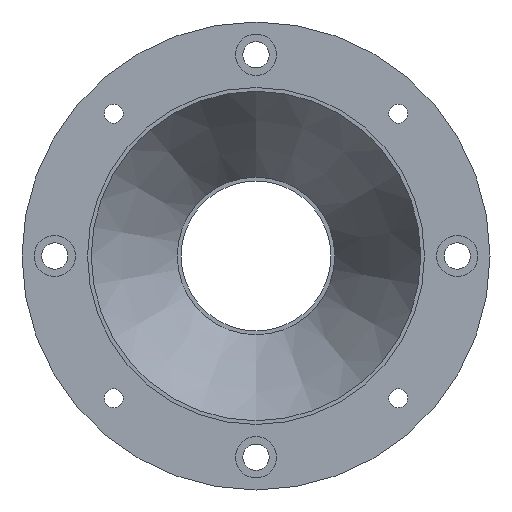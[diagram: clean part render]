
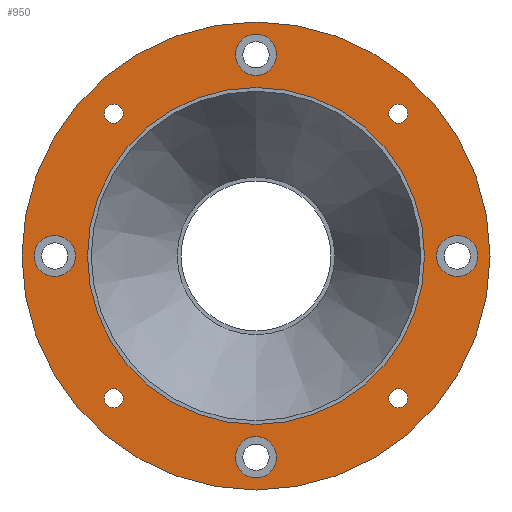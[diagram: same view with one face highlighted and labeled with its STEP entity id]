
A CAD part, front view. The second image highlights one B-rep face of the part: STEP entity #950.
In plain terms, the highlighted planar face has unit normal (0, -1, 0).
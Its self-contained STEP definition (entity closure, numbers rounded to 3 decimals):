
#41=FACE_BOUND('',#190,.T.);
#42=FACE_BOUND('',#191,.T.);
#43=FACE_BOUND('',#192,.T.);
#44=FACE_BOUND('',#193,.T.);
#45=FACE_BOUND('',#194,.T.);
#46=FACE_BOUND('',#195,.T.);
#47=FACE_BOUND('',#196,.T.);
#48=FACE_BOUND('',#197,.T.);
#49=FACE_BOUND('',#198,.T.);
#70=PLANE('',#1098);
#125=FACE_OUTER_BOUND('',#189,.T.);
#189=EDGE_LOOP('',(#823,#824));
#190=EDGE_LOOP('',(#825,#826));
#191=EDGE_LOOP('',(#827,#828));
#192=EDGE_LOOP('',(#829,#830));
#193=EDGE_LOOP('',(#831,#832));
#194=EDGE_LOOP('',(#833,#834));
#195=EDGE_LOOP('',(#835,#836));
#196=EDGE_LOOP('',(#837,#838));
#197=EDGE_LOOP('',(#839,#840));
#198=EDGE_LOOP('',(#841));
#318=CIRCLE('',#1003,125.);
#319=CIRCLE('',#1004,125.);
#342=CIRCLE('',#1040,11.);
#343=CIRCLE('',#1041,11.);
#347=CIRCLE('',#1048,11.);
#348=CIRCLE('',#1049,11.);
#352=CIRCLE('',#1056,11.);
#353=CIRCLE('',#1057,11.);
#357=CIRCLE('',#1064,11.);
#358=CIRCLE('',#1065,11.);
#359=CIRCLE('',#1068,5.053);
#360=CIRCLE('',#1069,5.053);
#361=CIRCLE('',#1071,5.053);
#362=CIRCLE('',#1072,5.053);
#363=CIRCLE('',#1074,5.053);
#364=CIRCLE('',#1075,5.053);
#365=CIRCLE('',#1077,5.053);
#366=CIRCLE('',#1078,5.053);
#367=CIRCLE('',#1080,90.);
#399=VERTEX_POINT('',#1466);
#400=VERTEX_POINT('',#1468);
#427=VERTEX_POINT('',#1542);
#428=VERTEX_POINT('',#1543);
#432=VERTEX_POINT('',#1557);
#433=VERTEX_POINT('',#1558);
#437=VERTEX_POINT('',#1572);
#438=VERTEX_POINT('',#1573);
#442=VERTEX_POINT('',#1587);
#443=VERTEX_POINT('',#1588);
#444=VERTEX_POINT('',#1595);
#445=VERTEX_POINT('',#1596);
#446=VERTEX_POINT('',#1601);
#447=VERTEX_POINT('',#1602);
#448=VERTEX_POINT('',#1607);
#449=VERTEX_POINT('',#1608);
#450=VERTEX_POINT('',#1613);
#451=VERTEX_POINT('',#1614);
#452=VERTEX_POINT('',#1619);
#503=EDGE_CURVE('',#399,#400,#318,.T.);
#504=EDGE_CURVE('',#400,#399,#319,.T.);
#537=EDGE_CURVE('',#427,#428,#342,.T.);
#538=EDGE_CURVE('',#428,#427,#343,.T.);
#544=EDGE_CURVE('',#432,#433,#347,.T.);
#545=EDGE_CURVE('',#433,#432,#348,.T.);
#551=EDGE_CURVE('',#437,#438,#352,.T.);
#552=EDGE_CURVE('',#438,#437,#353,.T.);
#558=EDGE_CURVE('',#442,#443,#357,.T.);
#559=EDGE_CURVE('',#443,#442,#358,.T.);
#562=EDGE_CURVE('',#444,#445,#359,.T.);
#563=EDGE_CURVE('',#445,#444,#360,.T.);
#565=EDGE_CURVE('',#446,#447,#361,.T.);
#566=EDGE_CURVE('',#447,#446,#362,.T.);
#568=EDGE_CURVE('',#448,#449,#363,.T.);
#569=EDGE_CURVE('',#449,#448,#364,.T.);
#571=EDGE_CURVE('',#450,#451,#365,.T.);
#572=EDGE_CURVE('',#451,#450,#366,.T.);
#574=EDGE_CURVE('',#452,#452,#367,.T.);
#823=ORIENTED_EDGE('',*,*,#504,.F.);
#824=ORIENTED_EDGE('',*,*,#503,.F.);
#825=ORIENTED_EDGE('',*,*,#537,.T.);
#826=ORIENTED_EDGE('',*,*,#538,.T.);
#827=ORIENTED_EDGE('',*,*,#544,.T.);
#828=ORIENTED_EDGE('',*,*,#545,.T.);
#829=ORIENTED_EDGE('',*,*,#551,.T.);
#830=ORIENTED_EDGE('',*,*,#552,.T.);
#831=ORIENTED_EDGE('',*,*,#558,.T.);
#832=ORIENTED_EDGE('',*,*,#559,.T.);
#833=ORIENTED_EDGE('',*,*,#562,.T.);
#834=ORIENTED_EDGE('',*,*,#563,.T.);
#835=ORIENTED_EDGE('',*,*,#565,.T.);
#836=ORIENTED_EDGE('',*,*,#566,.T.);
#837=ORIENTED_EDGE('',*,*,#568,.T.);
#838=ORIENTED_EDGE('',*,*,#569,.T.);
#839=ORIENTED_EDGE('',*,*,#571,.T.);
#840=ORIENTED_EDGE('',*,*,#572,.T.);
#841=ORIENTED_EDGE('',*,*,#574,.T.);
#950=ADVANCED_FACE('',(#125,#41,#42,#43,#44,#45,#46,#47,#48,#49),#70,.T.);
#1003=AXIS2_PLACEMENT_3D('',#1469,#1168,#1169);
#1004=AXIS2_PLACEMENT_3D('',#1470,#1170,#1171);
#1040=AXIS2_PLACEMENT_3D('',#1544,#1252,#1253);
#1041=AXIS2_PLACEMENT_3D('',#1545,#1254,#1255);
#1048=AXIS2_PLACEMENT_3D('',#1559,#1270,#1271);
#1049=AXIS2_PLACEMENT_3D('',#1560,#1272,#1273);
#1056=AXIS2_PLACEMENT_3D('',#1574,#1288,#1289);
#1057=AXIS2_PLACEMENT_3D('',#1575,#1290,#1291);
#1064=AXIS2_PLACEMENT_3D('',#1589,#1306,#1307);
#1065=AXIS2_PLACEMENT_3D('',#1590,#1308,#1309);
#1068=AXIS2_PLACEMENT_3D('',#1597,#1316,#1317);
#1069=AXIS2_PLACEMENT_3D('',#1598,#1318,#1319);
#1071=AXIS2_PLACEMENT_3D('',#1603,#1323,#1324);
#1072=AXIS2_PLACEMENT_3D('',#1604,#1325,#1326);
#1074=AXIS2_PLACEMENT_3D('',#1609,#1330,#1331);
#1075=AXIS2_PLACEMENT_3D('',#1610,#1332,#1333);
#1077=AXIS2_PLACEMENT_3D('',#1615,#1337,#1338);
#1078=AXIS2_PLACEMENT_3D('',#1616,#1339,#1340);
#1080=AXIS2_PLACEMENT_3D('',#1620,#1344,#1345);
#1098=AXIS2_PLACEMENT_3D('',#1767,#1396,#1397);
#1168=DIRECTION('center_axis',(0.,1.,0.));
#1169=DIRECTION('ref_axis',(-1.,0.,0.));
#1170=DIRECTION('center_axis',(0.,1.,0.));
#1171=DIRECTION('ref_axis',(-1.,0.,0.));
#1252=DIRECTION('center_axis',(0.,1.,0.));
#1253=DIRECTION('ref_axis',(1.,0.,0.));
#1254=DIRECTION('center_axis',(0.,1.,0.));
#1255=DIRECTION('ref_axis',(1.,0.,0.));
#1270=DIRECTION('center_axis',(0.,1.,0.));
#1271=DIRECTION('ref_axis',(1.,0.,0.));
#1272=DIRECTION('center_axis',(0.,1.,0.));
#1273=DIRECTION('ref_axis',(1.,0.,0.));
#1288=DIRECTION('center_axis',(0.,1.,0.));
#1289=DIRECTION('ref_axis',(1.,0.,0.));
#1290=DIRECTION('center_axis',(0.,1.,0.));
#1291=DIRECTION('ref_axis',(1.,0.,0.));
#1306=DIRECTION('center_axis',(0.,1.,0.));
#1307=DIRECTION('ref_axis',(1.,0.,0.));
#1308=DIRECTION('center_axis',(0.,1.,0.));
#1309=DIRECTION('ref_axis',(1.,0.,0.));
#1316=DIRECTION('center_axis',(0.,1.,0.));
#1317=DIRECTION('ref_axis',(0.,0.,1.));
#1318=DIRECTION('center_axis',(0.,1.,0.));
#1319=DIRECTION('ref_axis',(0.,0.,1.));
#1323=DIRECTION('center_axis',(0.,1.,0.));
#1324=DIRECTION('ref_axis',(-1.,0.,0.));
#1325=DIRECTION('center_axis',(0.,1.,0.));
#1326=DIRECTION('ref_axis',(-1.,0.,0.));
#1330=DIRECTION('center_axis',(0.,1.,0.));
#1331=DIRECTION('ref_axis',(0.,0.,-1.));
#1332=DIRECTION('center_axis',(0.,1.,0.));
#1333=DIRECTION('ref_axis',(0.,0.,-1.));
#1337=DIRECTION('center_axis',(0.,1.,0.));
#1338=DIRECTION('ref_axis',(1.,0.,0.));
#1339=DIRECTION('center_axis',(0.,1.,0.));
#1340=DIRECTION('ref_axis',(1.,0.,0.));
#1344=DIRECTION('center_axis',(0.,1.,0.));
#1345=DIRECTION('ref_axis',(-1.,0.,0.));
#1396=DIRECTION('center_axis',(0.,-1.,0.));
#1397=DIRECTION('ref_axis',(0.,0.,-1.));
#1466=CARTESIAN_POINT('',(125.,0.,0.));
#1468=CARTESIAN_POINT('',(-125.,0.,0.));
#1469=CARTESIAN_POINT('Origin',(0.,0.,0.));
#1470=CARTESIAN_POINT('Origin',(0.,0.,0.));
#1542=CARTESIAN_POINT('',(11.,0.,-107.5));
#1543=CARTESIAN_POINT('',(-11.,0.,-107.5));
#1544=CARTESIAN_POINT('Origin',(0.,0.,-107.5));
#1545=CARTESIAN_POINT('Origin',(0.,0.,-107.5));
#1557=CARTESIAN_POINT('',(11.,0.,107.5));
#1558=CARTESIAN_POINT('',(-11.,0.,107.5));
#1559=CARTESIAN_POINT('Origin',(0.,0.,107.5));
#1560=CARTESIAN_POINT('Origin',(0.,0.,107.5));
#1572=CARTESIAN_POINT('',(-96.5,0.,0.));
#1573=CARTESIAN_POINT('',(-118.5,0.,0.));
#1574=CARTESIAN_POINT('Origin',(-107.5,0.,0.));
#1575=CARTESIAN_POINT('Origin',(-107.5,0.,0.));
#1587=CARTESIAN_POINT('',(118.5,0.,0.));
#1588=CARTESIAN_POINT('',(96.5,0.,0.));
#1589=CARTESIAN_POINT('Origin',(107.5,0.,0.));
#1590=CARTESIAN_POINT('Origin',(107.5,0.,0.));
#1595=CARTESIAN_POINT('',(-76.014,0.,81.067));
#1596=CARTESIAN_POINT('',(-76.014,0.,70.961));
#1597=CARTESIAN_POINT('Origin',(-76.014,0.,76.014));
#1598=CARTESIAN_POINT('Origin',(-76.014,0.,76.014));
#1601=CARTESIAN_POINT('',(-81.067,0.,-76.014));
#1602=CARTESIAN_POINT('',(-70.961,0.,-76.014));
#1603=CARTESIAN_POINT('Origin',(-76.014,0.,-76.014));
#1604=CARTESIAN_POINT('Origin',(-76.014,0.,-76.014));
#1607=CARTESIAN_POINT('',(76.014,0.,-81.067));
#1608=CARTESIAN_POINT('',(76.014,0.,-70.961));
#1609=CARTESIAN_POINT('Origin',(76.014,0.,-76.014));
#1610=CARTESIAN_POINT('Origin',(76.014,0.,-76.014));
#1613=CARTESIAN_POINT('',(81.067,0.,76.014));
#1614=CARTESIAN_POINT('',(70.961,0.,76.014));
#1615=CARTESIAN_POINT('Origin',(76.014,0.,76.014));
#1616=CARTESIAN_POINT('Origin',(76.014,0.,76.014));
#1619=CARTESIAN_POINT('',(90.,0.,0.));
#1620=CARTESIAN_POINT('Origin',(0.,0.,0.));
#1767=CARTESIAN_POINT('Origin',(-62.5,0.,0.));
